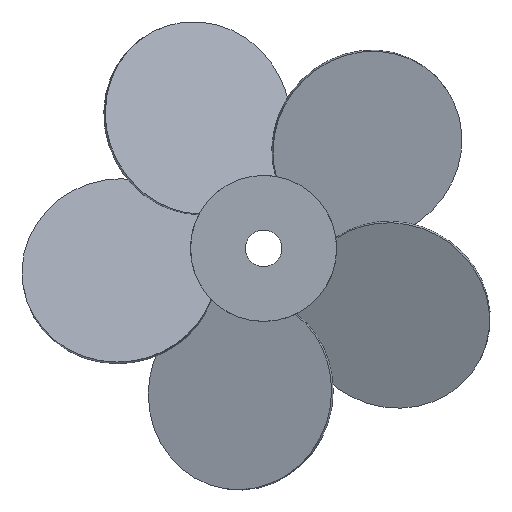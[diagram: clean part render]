
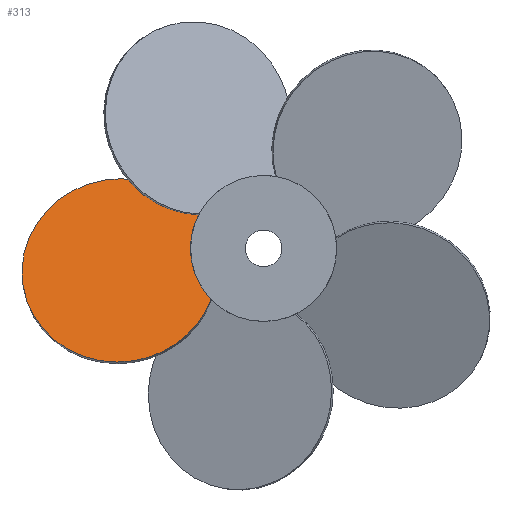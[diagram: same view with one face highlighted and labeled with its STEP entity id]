
A CAD part, left-side view. The second image highlights one B-rep face of the part: STEP entity #313.
In plain terms, the highlighted planar face has unit normal (-0.94, 0.053, 0.338).
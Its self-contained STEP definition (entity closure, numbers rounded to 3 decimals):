
#3=CARTESIAN_POINT('POINT2',(164.517,260.597
   ,232.507));
#4=VERTEX_POINT('VERTEX2',#3);
#20=CARTESIAN_POINT('POINT4',(129.768,
   245.662,138.21));
#21=VERTEX_POINT('VERTEX4',#20);
#28=CARTESIAN_POINT('POS4',(147.143,253.13,
   185.359));
#29=DIRECTION('DIR5',(-0.94,0.054,
   0.338));
#30=DIRECTION('DIR6',(0.342,0.147,
   0.928));
#31=AXIS2_PLACEMENT_3D('AXIS2',#28,#29,#30);
#32=CIRCLE('ELLIPSE2',#31,50.8);
#33=EDGE_CURVE('EDGE4',#4,#21,#32,.T.);
#279=CARTESIAN_POINT('POINT27',(139.05,
   205.252,170.43));
#280=VERTEX_POINT('VERTEX27',#279);
#288=EDGE_CURVE('EDGE31',#21,#280,#32,.T.);
#293=CARTESIAN_POINT('POINT28',(155.058,
   211.866,213.912));
#294=VERTEX_POINT('VERTEX28',#293);
#295=EDGE_CURVE('EDGE32',#294,#4,#32,.T.);
#296=ORIENTED_EDGE('COEDGE37',*,*,#295,.T.);
#297=ORIENTED_EDGE('COEDGE38',*,*,#33,.T.);
#298=ORIENTED_EDGE('COEDGE39',*,*,#288,.T.);
#299=CARTESIAN_POINT('POS28',(146.984,177.8,
   196.85));
#300=DIRECTION('DIR45',(0.94,-0.054,
   -0.338));
#301=DIRECTION('DIR46',(-0.342,-0.147,
   -0.928));
#302=AXIS2_PLACEMENT_3D('AXIS18',#299,#300,#301);
#303=ELLIPSE('ELLIPSE12',#302,40.545,38.1);
#304=EDGE_CURVE('EDGE33',#294,#280,#303,.F.);
#305=ORIENTED_EDGE('COEDGE40',*,*,#304,.F.);
#306=EDGE_LOOP('NONE',(#296,#297,#298,#305));
#307=FACE_BOUND('LOOP1',#306,.T.);
#308=CARTESIAN_POINT('POS29',(147.143,
   177.868,197.279));
#309=DIRECTION('DIR47',(-0.94,0.054,
   0.338));
#310=DIRECTION('DIR48',(0.342,0.147,
   0.928));
#311=AXIS2_PLACEMENT_3D('AXIS19',#308,#309,#310);
#312=PLANE('PLANE2',#311);
#313=ADVANCED_FACE('FACE10',(#307),#312,.T.);
